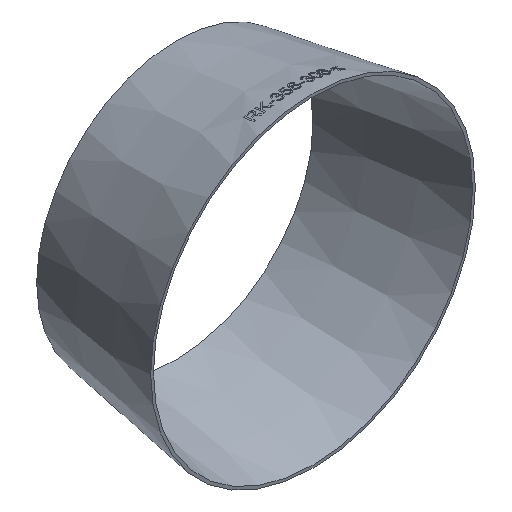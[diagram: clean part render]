
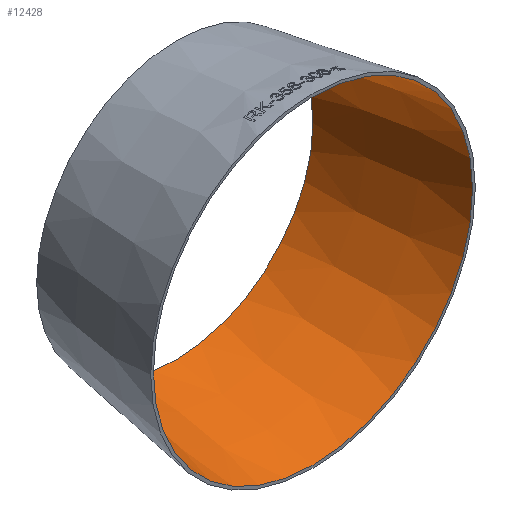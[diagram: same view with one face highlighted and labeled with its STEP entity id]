
A CAD part, isometric view. The second image highlights one B-rep face of the part: STEP entity #12428.
In plain terms, the highlighted conical face has half-angle 9.462 degrees and reference radius 174.959 mm.
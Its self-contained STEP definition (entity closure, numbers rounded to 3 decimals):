
#1216 = DIRECTION ( 'NONE',  ( 0., 0., -1. ) ) ;
#1355 = FACE_OUTER_BOUND ( 'NONE', #28043, .T. ) ;
#1673 = ORIENTED_EDGE ( 'NONE', *, *, #27525, .T. ) ;
#1753 = AXIS2_PLACEMENT_3D ( 'NONE', #25943, #8800, #8633 ) ;
#2513 = CARTESIAN_POINT ( 'NONE',  ( 0., 150., -149.959 ) ) ;
#3527 = AXIS2_PLACEMENT_3D ( 'NONE', #22518, #15112, #32376 ) ;
#5981 = CONICAL_SURFACE ( 'NONE', #1753, 174.959, 0.165 ) ;
#6183 = CIRCLE ( 'NONE', #3527, 149.959 ) ;
#7865 = ORIENTED_EDGE ( 'NONE', *, *, #30951, .F. ) ;
#8470 = FACE_BOUND ( 'NONE', #28902, .T. ) ;
#8633 = DIRECTION ( 'NONE',  ( 0., 0., -1. ) ) ;
#8663 = DIRECTION ( 'NONE',  ( 0., -1., 0. ) ) ;
#8783 = CIRCLE ( 'NONE', #20856, 174.959 ) ;
#8800 = DIRECTION ( 'NONE',  ( 0., -1., 0. ) ) ;
#12428 = ADVANCED_FACE ( 'NONE', ( #8470, #1355 ), #5981, .F. ) ;
#13249 = VERTEX_POINT ( 'NONE', #2513 ) ;
#15112 = DIRECTION ( 'NONE',  ( 0., -1., 0. ) ) ;
#20856 = AXIS2_PLACEMENT_3D ( 'NONE', #25970, #8663, #1216 ) ;
#22518 = CARTESIAN_POINT ( 'NONE',  ( 0., 150., 0. ) ) ;
#25772 = CARTESIAN_POINT ( 'NONE',  ( 0., 0., -174.959 ) ) ;
#25943 = CARTESIAN_POINT ( 'NONE',  ( 0., 0., 0. ) ) ;
#25970 = CARTESIAN_POINT ( 'NONE',  ( 0., 0., 0. ) ) ;
#27525 = EDGE_CURVE ( 'NONE', #30549, #30549, #8783, .T. ) ;
#28043 = EDGE_LOOP ( 'NONE', ( #1673 ) ) ;
#28902 = EDGE_LOOP ( 'NONE', ( #7865 ) ) ;
#30549 = VERTEX_POINT ( 'NONE', #25772 ) ;
#30951 = EDGE_CURVE ( 'NONE', #13249, #13249, #6183, .T. ) ;
#32376 = DIRECTION ( 'NONE',  ( 0., 0., -1. ) ) ;
